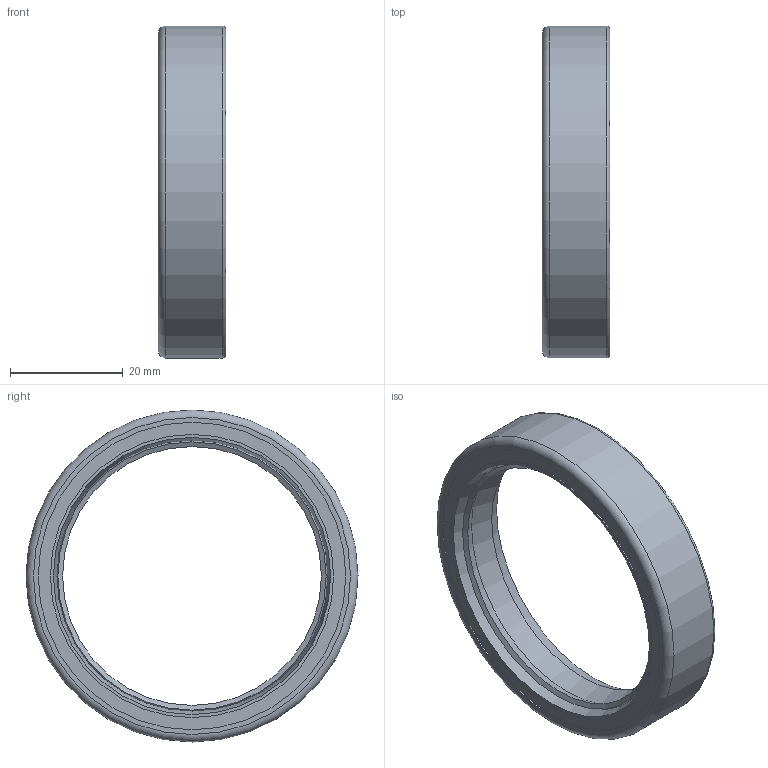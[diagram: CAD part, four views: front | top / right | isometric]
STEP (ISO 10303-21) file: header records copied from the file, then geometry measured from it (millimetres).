
FILE_DESCRIPTION(/* description */ ('STEP AP214'),/* implementation_level */ '2;1');
FILE_NAME(/* name */ 'SKF_46X59X12 HMSA10 RG',/* time_stamp */ '2025-11-25T18:25:26+01:00',/* author */ ('License CC BY-ND 4.0'),/* organization */ ('CADENAS'),/* preprocessor_version */ 'ST-DEVELOPER v20',/* originating_system */ 'PARTsolutions',/* authorisation */ ' ');
FILE_SCHEMA (('AUTOMOTIVE_DESIGN {1 0 10303 214 3 1 1}'));
Length unit declared in the file: millimetre
Products named in the file (1): SKF_46X59X12 HMSA10 RG
Bounding box: 12 x 59 x 59 mm (x, y, z)
Volume: 8748.7 mm3; surface area: 8398.3 mm2
Topology: 1 solids, 1 shells, 22 faces, 38 edges, 22 vertices
Faces by surface type: plane 6, cylinder 6, cone 6, torus 4
Full cylindrical faces by diameter (mm): 50.333 x3, 54.667 x2, 59 x1
Entity records: 478 total; most frequent: DIRECTION 90, CARTESIAN_POINT 67, AXIS2_PLACEMENT_3D 45, ORIENTED_EDGE 44, EDGE_LOOP 44, FACE_BOUND 44, EDGE_CURVE 22, VERTEX_POINT 22
